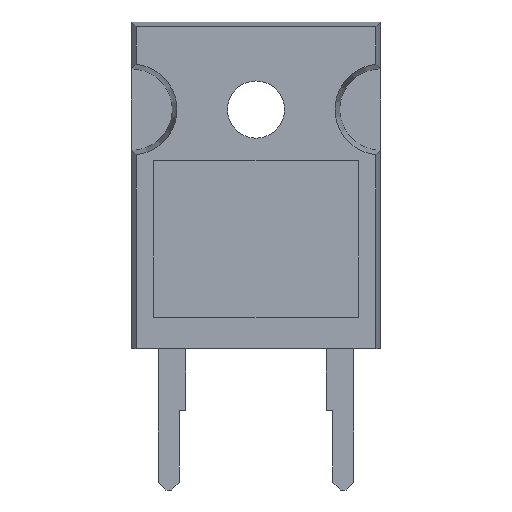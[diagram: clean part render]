
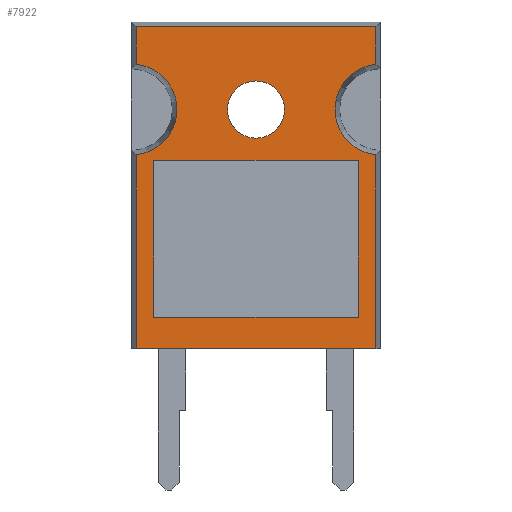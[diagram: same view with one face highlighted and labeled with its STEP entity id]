
A CAD part, front view. The second image highlights one B-rep face of the part: STEP entity #7922.
In plain terms, the highlighted planar face has unit normal (0, -1, 0).
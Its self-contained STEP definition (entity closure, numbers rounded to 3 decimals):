
#11 = AXIS2_PLACEMENT_3D ( 'NONE', #2099, #5247, #2148 ) ;
#80 = DIRECTION ( 'NONE',  ( 0., 0., -1. ) ) ;
#116 = VECTOR ( 'NONE', #3250, 1000. ) ;
#172 = LINE ( 'NONE', #2402, #3816 ) ;
#386 = AXIS2_PLACEMENT_3D ( 'NONE', #1814, #5794, #1017 ) ;
#414 = DIRECTION ( 'NONE',  ( 0., -1., 0. ) ) ;
#416 = VERTEX_POINT ( 'NONE', #6712 ) ;
#464 = ORIENTED_EDGE ( 'NONE', *, *, #2293, .T. ) ;
#614 = CARTESIAN_POINT ( 'NONE',  ( -7.935, -1.76, 24.77 ) ) ;
#719 = CARTESIAN_POINT ( 'NONE',  ( 7.935, -1.76, 19.49 ) ) ;
#801 = ORIENTED_EDGE ( 'NONE', *, *, #9807, .T. ) ;
#936 = DIRECTION ( 'NONE',  ( 0., 0., 1. ) ) ;
#983 = VECTOR ( 'NONE', #4845, 1000. ) ;
#1017 = DIRECTION ( 'NONE',  ( 0., 0., 1. ) ) ;
#1049 = ORIENTED_EDGE ( 'NONE', *, *, #5529, .F. ) ;
#1152 = ORIENTED_EDGE ( 'NONE', *, *, #7963, .T. ) ;
#1203 = CIRCLE ( 'NONE', #386, 2.9 ) ;
#1248 = VERTEX_POINT ( 'NONE', #6142 ) ;
#1359 = LINE ( 'NONE', #4514, #6550 ) ;
#1393 = AXIS2_PLACEMENT_3D ( 'NONE', #719, #6885, #9205 ) ;
#1465 = LINE ( 'NONE', #6948, #2170 ) ;
#1549 = CARTESIAN_POINT ( 'NONE',  ( -6.5, -1.76, 16.25 ) ) ;
#1695 = CARTESIAN_POINT ( 'NONE',  ( -7.635, -1.76, 25.07 ) ) ;
#1721 = ORIENTED_EDGE ( 'NONE', *, *, #4764, .T. ) ;
#1806 = CARTESIAN_POINT ( 'NONE',  ( -7.635, -1.76, 16.606 ) ) ;
#1814 = CARTESIAN_POINT ( 'NONE',  ( -7.935, -1.76, 19.49 ) ) ;
#1832 = VERTEX_POINT ( 'NONE', #1806 ) ;
#1966 = ORIENTED_EDGE ( 'NONE', *, *, #7202, .F. ) ;
#2063 = CARTESIAN_POINT ( 'NONE',  ( 0., -1.76, 17.665 ) ) ;
#2099 = CARTESIAN_POINT ( 'NONE',  ( -7.935, -1.76, 25.07 ) ) ;
#2116 = VECTOR ( 'NONE', #3801, 1000. ) ;
#2148 = DIRECTION ( 'NONE',  ( 1., 0., 0. ) ) ;
#2170 = VECTOR ( 'NONE', #8393, 1000. ) ;
#2218 = EDGE_CURVE ( 'NONE', #8345, #9910, #9985, .T. ) ;
#2243 = ORIENTED_EDGE ( 'NONE', *, *, #3276, .F. ) ;
#2293 = EDGE_CURVE ( 'NONE', #4913, #5687, #6530, .T. ) ;
#2348 = EDGE_CURVE ( 'NONE', #3757, #3837, #10139, .T. ) ;
#2402 = CARTESIAN_POINT ( 'NONE',  ( 7.635, -1.76, 25.07 ) ) ;
#2481 = LINE ( 'NONE', #1695, #983 ) ;
#2521 = CARTESIAN_POINT ( 'NONE',  ( -7.635, -1.76, 24.77 ) ) ;
#2720 = EDGE_CURVE ( 'NONE', #9145, #9726, #8052, .T. ) ;
#3007 = VERTEX_POINT ( 'NONE', #1549 ) ;
#3199 = DIRECTION ( 'NONE',  ( 1., 0., 0. ) ) ;
#3206 = CARTESIAN_POINT ( 'NONE',  ( -7.635, -1.76, 22.374 ) ) ;
#3221 = VECTOR ( 'NONE', #6266, 1000. ) ;
#3250 = DIRECTION ( 'NONE',  ( 0., 0., -1. ) ) ;
#3276 = EDGE_CURVE ( 'NONE', #3837, #416, #1359, .T. ) ;
#3314 = EDGE_LOOP ( 'NONE', ( #8773, #9976, #464, #1152, #1721, #4599, #801, #4703 ) ) ;
#3574 = LINE ( 'NONE', #614, #6207 ) ;
#3645 = DIRECTION ( 'NONE',  ( 0., 0., 1. ) ) ;
#3757 = VERTEX_POINT ( 'NONE', #5225 ) ;
#3801 = DIRECTION ( 'NONE',  ( -1., 0., 0. ) ) ;
#3816 = VECTOR ( 'NONE', #936, 1000. ) ;
#3837 = VERTEX_POINT ( 'NONE', #7796 ) ;
#4110 = LINE ( 'NONE', #7074, #7853 ) ;
#4143 = CARTESIAN_POINT ( 'NONE',  ( 7.635, -1.76, 22.374 ) ) ;
#4236 = ORIENTED_EDGE ( 'NONE', *, *, #2218, .F. ) ;
#4344 = CARTESIAN_POINT ( 'NONE',  ( 0., -1.76, 19.49 ) ) ;
#4477 = EDGE_CURVE ( 'NONE', #3007, #3757, #4110, .T. ) ;
#4514 = CARTESIAN_POINT ( 'NONE',  ( 6.5, -1.76, 6.25 ) ) ;
#4593 = CARTESIAN_POINT ( 'NONE',  ( 0., -1.76, 19.49 ) ) ;
#4599 = ORIENTED_EDGE ( 'NONE', *, *, #6382, .T. ) ;
#4667 = ORIENTED_EDGE ( 'NONE', *, *, #4477, .F. ) ;
#4703 = ORIENTED_EDGE ( 'NONE', *, *, #7403, .T. ) ;
#4764 = EDGE_CURVE ( 'NONE', #1248, #8652, #3574, .T. ) ;
#4843 = LINE ( 'NONE', #9708, #116 ) ;
#4845 = DIRECTION ( 'NONE',  ( 0., 0., -1. ) ) ;
#4913 = VERTEX_POINT ( 'NONE', #6158 ) ;
#4988 = VERTEX_POINT ( 'NONE', #3206 ) ;
#5182 = CARTESIAN_POINT ( 'NONE',  ( -7.635, -1.76, 4.25 ) ) ;
#5225 = CARTESIAN_POINT ( 'NONE',  ( -6.5, -1.76, 6.25 ) ) ;
#5247 = DIRECTION ( 'NONE',  ( 0., 1., 0. ) ) ;
#5390 = CARTESIAN_POINT ( 'NONE',  ( -6.5, -1.76, 6.25 ) ) ;
#5529 = EDGE_CURVE ( 'NONE', #416, #3007, #6906, .T. ) ;
#5687 = VERTEX_POINT ( 'NONE', #4143 ) ;
#5794 = DIRECTION ( 'NONE',  ( 0., 1., 0. ) ) ;
#5998 = DIRECTION ( 'NONE',  ( -1., 0., 0. ) ) ;
#6142 = CARTESIAN_POINT ( 'NONE',  ( 7.635, -1.76, 24.77 ) ) ;
#6158 = CARTESIAN_POINT ( 'NONE',  ( 7.635, -1.76, 16.606 ) ) ;
#6207 = VECTOR ( 'NONE', #5998, 1000. ) ;
#6236 = FACE_BOUND ( 'NONE', #8719, .T. ) ;
#6266 = DIRECTION ( 'NONE',  ( 1., 0., 0. ) ) ;
#6360 = AXIS2_PLACEMENT_3D ( 'NONE', #4344, #414, #9581 ) ;
#6382 = EDGE_CURVE ( 'NONE', #8652, #4988, #4843, .T. ) ;
#6530 = CIRCLE ( 'NONE', #1393, 2.9 ) ;
#6550 = VECTOR ( 'NONE', #3645, 1000. ) ;
#6712 = CARTESIAN_POINT ( 'NONE',  ( 6.5, -1.76, 16.25 ) ) ;
#6885 = DIRECTION ( 'NONE',  ( 0., 1., 0. ) ) ;
#6906 = LINE ( 'NONE', #7147, #2116 ) ;
#6948 = CARTESIAN_POINT ( 'NONE',  ( 7.635, -1.76, 25.07 ) ) ;
#7074 = CARTESIAN_POINT ( 'NONE',  ( -6.5, -1.76, 6.25 ) ) ;
#7147 = CARTESIAN_POINT ( 'NONE',  ( -6.5, -1.76, 16.25 ) ) ;
#7202 = EDGE_CURVE ( 'NONE', #9910, #8345, #7775, .T. ) ;
#7287 = AXIS2_PLACEMENT_3D ( 'NONE', #4593, #8185, #8473 ) ;
#7403 = EDGE_CURVE ( 'NONE', #1832, #9145, #2481, .T. ) ;
#7505 = VECTOR ( 'NONE', #3199, 1000. ) ;
#7775 = CIRCLE ( 'NONE', #7287, 1.825 ) ;
#7796 = CARTESIAN_POINT ( 'NONE',  ( 6.5, -1.76, 6.25 ) ) ;
#7853 = VECTOR ( 'NONE', #80, 1000. ) ;
#7907 = EDGE_CURVE ( 'NONE', #9726, #4913, #1465, .T. ) ;
#7922 = ADVANCED_FACE ( 'NONE', ( #8504, #9218, #6236 ), #9167, .F. ) ;
#7963 = EDGE_CURVE ( 'NONE', #5687, #1248, #172, .T. ) ;
#8052 = LINE ( 'NONE', #8629, #7505 ) ;
#8067 = CARTESIAN_POINT ( 'NONE',  ( 0., -1.76, 21.315 ) ) ;
#8185 = DIRECTION ( 'NONE',  ( 0., -1., 0. ) ) ;
#8242 = EDGE_LOOP ( 'NONE', ( #1049, #2243, #8899, #4667 ) ) ;
#8345 = VERTEX_POINT ( 'NONE', #8067 ) ;
#8393 = DIRECTION ( 'NONE',  ( 0., 0., 1. ) ) ;
#8473 = DIRECTION ( 'NONE',  ( 0., 0., -1. ) ) ;
#8504 = FACE_BOUND ( 'NONE', #8242, .T. ) ;
#8629 = CARTESIAN_POINT ( 'NONE',  ( -7.935, -1.76, 4.25 ) ) ;
#8652 = VERTEX_POINT ( 'NONE', #2521 ) ;
#8684 = CARTESIAN_POINT ( 'NONE',  ( 7.635, -1.76, 4.25 ) ) ;
#8719 = EDGE_LOOP ( 'NONE', ( #1966, #4236 ) ) ;
#8773 = ORIENTED_EDGE ( 'NONE', *, *, #2720, .T. ) ;
#8899 = ORIENTED_EDGE ( 'NONE', *, *, #2348, .F. ) ;
#9145 = VERTEX_POINT ( 'NONE', #5182 ) ;
#9167 = PLANE ( 'NONE',  #11 ) ;
#9205 = DIRECTION ( 'NONE',  ( 0., 0., 1. ) ) ;
#9218 = FACE_OUTER_BOUND ( 'NONE', #3314, .T. ) ;
#9581 = DIRECTION ( 'NONE',  ( 0., 0., -1. ) ) ;
#9708 = CARTESIAN_POINT ( 'NONE',  ( -7.635, -1.76, 25.07 ) ) ;
#9726 = VERTEX_POINT ( 'NONE', #8684 ) ;
#9807 = EDGE_CURVE ( 'NONE', #4988, #1832, #1203, .T. ) ;
#9910 = VERTEX_POINT ( 'NONE', #2063 ) ;
#9976 = ORIENTED_EDGE ( 'NONE', *, *, #7907, .T. ) ;
#9985 = CIRCLE ( 'NONE', #6360, 1.825 ) ;
#10139 = LINE ( 'NONE', #5390, #3221 ) ;
